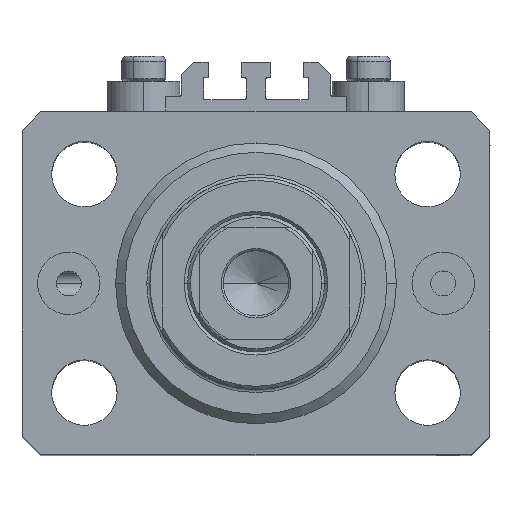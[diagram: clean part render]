
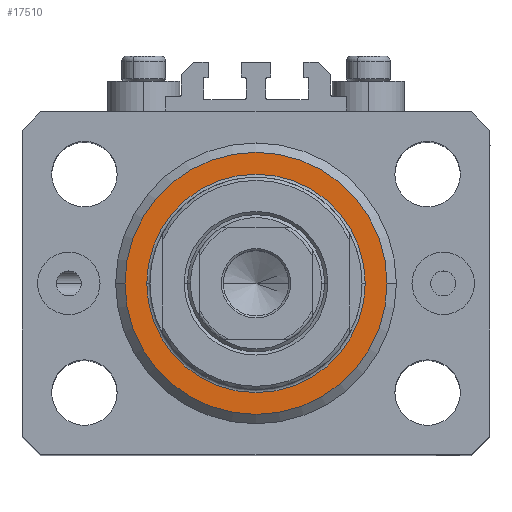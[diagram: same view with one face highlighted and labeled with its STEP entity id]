
A CAD part, top view. The second image highlights one B-rep face of the part: STEP entity #17510.
In plain terms, the highlighted face is planar.
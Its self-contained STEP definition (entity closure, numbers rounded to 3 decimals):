
#565 = DIRECTION ( 'NONE',  ( 1., 0., 0. ) ) ;
#1729 = EDGE_CURVE ( 'NONE', #29631, #20496, #39578, .T. ) ;
#3632 = AXIS2_PLACEMENT_3D ( 'NONE', #16845, #6356, #6592 ) ;
#4424 = VERTEX_POINT ( 'NONE', #22367 ) ;
#5314 = DIRECTION ( 'NONE',  ( 1., 0., 0. ) ) ;
#5551 = CARTESIAN_POINT ( 'NONE',  ( 0., 0., 0. ) ) ;
#6229 = VERTEX_POINT ( 'NONE', #12841 ) ;
#6356 = DIRECTION ( 'NONE',  ( 0., 0., 1. ) ) ;
#6592 = DIRECTION ( 'NONE',  ( 1., 0., 0. ) ) ;
#10437 = ORIENTED_EDGE ( 'NONE', *, *, #45119, .T. ) ;
#10485 = CIRCLE ( 'NONE', #18862, 17.5 ) ;
#10609 = DIRECTION ( 'NONE',  ( 0., 0., -1. ) ) ;
#11708 = AXIS2_PLACEMENT_3D ( 'NONE', #39289, #10609, #31877 ) ;
#12841 = CARTESIAN_POINT ( 'NONE',  ( 17.5, 0., 0. ) ) ;
#13191 = PLANE ( 'NONE',  #33838 ) ;
#13669 = DIRECTION ( 'NONE',  ( 1., 0., 0. ) ) ;
#13994 = CIRCLE ( 'NONE', #11708, 21. ) ;
#15799 = DIRECTION ( 'NONE',  ( 0., 0., 1. ) ) ;
#15875 = EDGE_LOOP ( 'NONE', ( #10437, #35979 ) ) ;
#16433 = EDGE_CURVE ( 'NONE', #20496, #29631, #13994, .T. ) ;
#16845 = CARTESIAN_POINT ( 'NONE',  ( 0., 0., 0. ) ) ;
#17510 = ADVANCED_FACE ( 'NONE', ( #31585, #39001 ), #13191, .F. ) ;
#18862 = AXIS2_PLACEMENT_3D ( 'NONE', #5551, #15799, #5314 ) ;
#20496 = VERTEX_POINT ( 'NONE', #31774 ) ;
#22367 = CARTESIAN_POINT ( 'NONE',  ( -17.5, 0., 0. ) ) ;
#22548 = ORIENTED_EDGE ( 'NONE', *, *, #16433, .T. ) ;
#25397 = CARTESIAN_POINT ( 'NONE',  ( 0., 0., 0. ) ) ;
#29631 = VERTEX_POINT ( 'NONE', #43855 ) ;
#31585 = FACE_BOUND ( 'NONE', #15875, .T. ) ;
#31774 = CARTESIAN_POINT ( 'NONE',  ( 21., 0., 0. ) ) ;
#31877 = DIRECTION ( 'NONE',  ( 1., 0., 0. ) ) ;
#33345 = EDGE_LOOP ( 'NONE', ( #22548, #44549 ) ) ;
#33838 = AXIS2_PLACEMENT_3D ( 'NONE', #45680, #34947, #13669 ) ;
#34947 = DIRECTION ( 'NONE',  ( 0., 0., 1. ) ) ;
#35979 = ORIENTED_EDGE ( 'NONE', *, *, #46373, .T. ) ;
#39001 = FACE_OUTER_BOUND ( 'NONE', #33345, .T. ) ;
#39289 = CARTESIAN_POINT ( 'NONE',  ( 0., 0., 0. ) ) ;
#39578 = CIRCLE ( 'NONE', #40345, 21. ) ;
#39965 = DIRECTION ( 'NONE',  ( 0., 0., -1. ) ) ;
#40345 = AXIS2_PLACEMENT_3D ( 'NONE', #25397, #39965, #565 ) ;
#41014 = CIRCLE ( 'NONE', #3632, 17.5 ) ;
#43855 = CARTESIAN_POINT ( 'NONE',  ( -21., 0., 0. ) ) ;
#44549 = ORIENTED_EDGE ( 'NONE', *, *, #1729, .T. ) ;
#45119 = EDGE_CURVE ( 'NONE', #6229, #4424, #10485, .T. ) ;
#45680 = CARTESIAN_POINT ( 'NONE',  ( 0., 0., 0. ) ) ;
#46373 = EDGE_CURVE ( 'NONE', #4424, #6229, #41014, .T. ) ;
